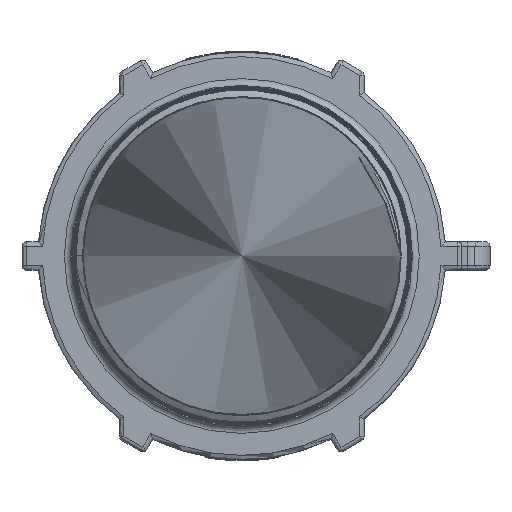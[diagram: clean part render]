
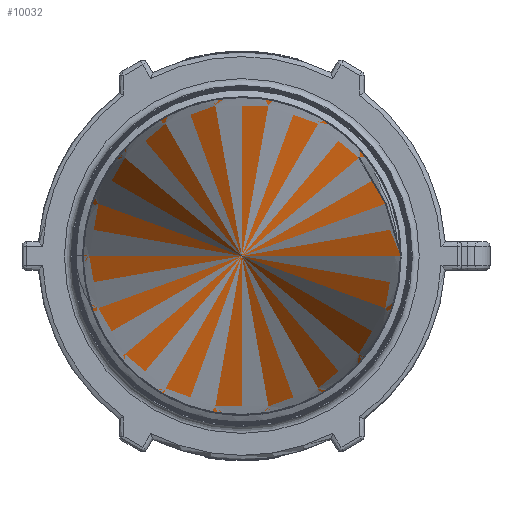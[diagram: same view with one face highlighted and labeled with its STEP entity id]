
A CAD part, left-side view. The second image highlights one B-rep face of the part: STEP entity #10032.
In plain terms, the highlighted conical face has half-angle 1.78 degrees and reference radius 53.796 mm.
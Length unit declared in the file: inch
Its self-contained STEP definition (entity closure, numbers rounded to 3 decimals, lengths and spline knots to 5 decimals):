
#1161=FACE_OUTER_BOUND('',#1775,.T.);
#1775=EDGE_LOOP('',(#6862,#6863,#6864));
#2452=B_SPLINE_CURVE_WITH_KNOTS('',3,(#14278,#14279,#14280,#14281,#14282,
#14283,#14284,#14285,#14286,#14287,#14288,#14289,#14290,#14291,#14292,#14293,
#14294),.UNSPECIFIED.,.F.,.F.,(4,1,1,1,1,1,1,1,1,1,1,1,1,1,4),(21.99115,
22.32009,22.81609,23.3121,23.8081,24.3041,
24.8001,25.2961,25.79211,26.28811,26.78411,
27.28011,27.77611,28.27212,28.27433),
 .UNSPECIFIED.);
#2803=LINE('',#14275,#3535);
#2804=LINE('',#14277,#3536);
#3535=VECTOR('',#11627,2.11797);
#3536=VECTOR('',#11628,2.11797);
#4267=VERTEX_POINT('',#14273);
#4268=VERTEX_POINT('',#14274);
#4269=VERTEX_POINT('',#14276);
#5288=EDGE_CURVE('',#4267,#4268,#2803,.T.);
#5289=EDGE_CURVE('',#4267,#4269,#2804,.T.);
#5290=EDGE_CURVE('',#4269,#4268,#2452,.T.);
#6862=ORIENTED_EDGE('',*,*,#5288,.F.);
#6863=ORIENTED_EDGE('',*,*,#5289,.T.);
#6864=ORIENTED_EDGE('',*,*,#5290,.T.);
#10010=CONICAL_SURFACE('',#10666,2.11797,0.031);
#10032=ADVANCED_FACE('',(#1161),#10010,.T.);
#10666=AXIS2_PLACEMENT_3D('',#14272,#11625,#11626);
#11625=DIRECTION('center_axis',(1.,0.,0.));
#11626=DIRECTION('ref_axis',(0.,1.,0.));
#11627=DIRECTION('',(1.,-0.031,0.));
#11628=DIRECTION('',(-1.,0.031,0.));
#14272=CARTESIAN_POINT('Origin',(0.9,0.,0.));
#14273=CARTESIAN_POINT('',(0.6225,-2.10935,0.));
#14274=CARTESIAN_POINT('',(0.73849,-2.11295,0.));
#14275=CARTESIAN_POINT('',(0.9,-2.11797,0.));
#14276=CARTESIAN_POINT('',(0.61349,-2.10907,0.));
#14277=CARTESIAN_POINT('',(0.9,-2.11797,0.));
#14278=CARTESIAN_POINT('Ctrl Pts',(0.61349,-2.10896,
0.00004));
#14279=CARTESIAN_POINT('Ctrl Pts',(0.61567,-2.10885,
-0.23124));
#14280=CARTESIAN_POINT('Ctrl Pts',(0.62114,-2.01386,
-0.81146));
#14281=CARTESIAN_POINT('Ctrl Pts',(0.6299,-1.49163,
-1.61445));
#14282=CARTESIAN_POINT('Ctrl Pts',(0.63977,-0.54361,
-2.13009));
#14283=CARTESIAN_POINT('Ctrl Pts',(0.64964,0.53571,
-2.13242));
#14284=CARTESIAN_POINT('Ctrl Pts',(0.65951,1.48622,-1.62073));
#14285=CARTESIAN_POINT('Ctrl Pts',(0.66937,2.07875,-0.71821));
#14286=CARTESIAN_POINT('Ctrl Pts',(0.67924,2.17037,0.35769));
#14287=CARTESIAN_POINT('Ctrl Pts',(0.68911,1.73884,1.34769));
#14288=CARTESIAN_POINT('Ctrl Pts',(0.69898,0.88804,
2.01311));
#14289=CARTESIAN_POINT('Ctrl Pts',(0.70884,-0.17706,
2.19347));
#14290=CARTESIAN_POINT('Ctrl Pts',(0.71871,-1.1998,
1.84514));
#14291=CARTESIAN_POINT('Ctrl Pts',(0.72858,-1.93362,
1.05194));
#14292=CARTESIAN_POINT('Ctrl Pts',(0.73517,-2.11264,0.35238));
#14293=CARTESIAN_POINT('Ctrl Pts',(0.73848,-2.11313,
0.00156));
#14294=CARTESIAN_POINT('Ctrl Pts',(0.73849,-2.11313,
0.));
